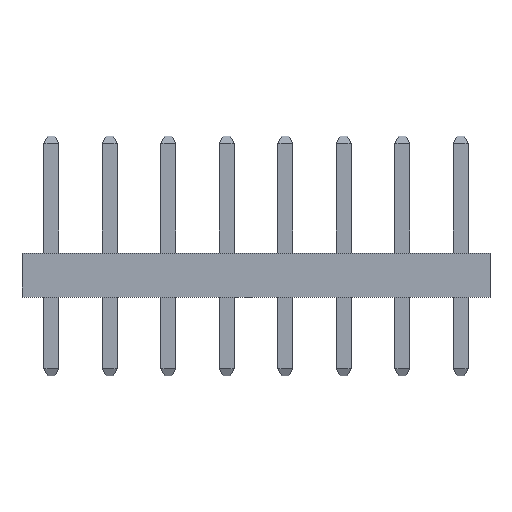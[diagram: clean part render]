
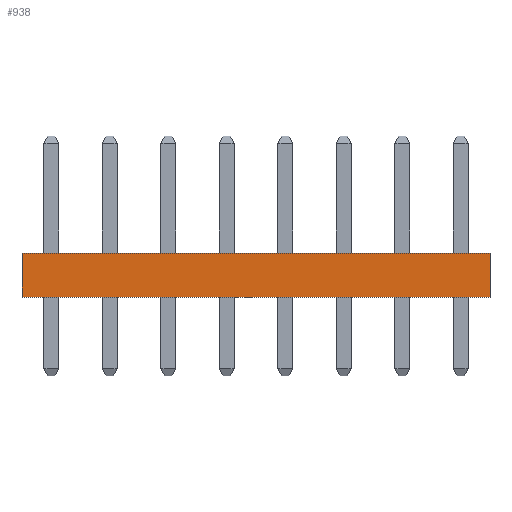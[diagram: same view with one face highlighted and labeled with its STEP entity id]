
A CAD part, top view. The second image highlights one B-rep face of the part: STEP entity #938.
In plain terms, the highlighted planar face has unit normal (0, 0, 1).
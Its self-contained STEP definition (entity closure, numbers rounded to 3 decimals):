
#28 = CARTESIAN_POINT ( 'NONE',  ( -8., 1.499, 0.991 ) ) ;
#397 = EDGE_LOOP ( 'NONE', ( #5458, #2241, #5444, #1364 ) ) ;
#784 = CARTESIAN_POINT ( 'NONE',  ( -8., 1.499, 0.991 ) ) ;
#938 = ADVANCED_FACE ( 'NONE', ( #1658 ), #3958, .F. ) ;
#1088 = CARTESIAN_POINT ( 'NONE',  ( 8., 0., 0.991 ) ) ;
#1212 = CARTESIAN_POINT ( 'NONE',  ( -8., 1.499, 0.991 ) ) ;
#1364 = ORIENTED_EDGE ( 'NONE', *, *, #1428, .T. ) ;
#1428 = EDGE_CURVE ( 'NONE', #2682, #5567, #3696, .T. ) ;
#1481 = EDGE_CURVE ( 'NONE', #1974, #5652, #4298, .T. ) ;
#1658 = FACE_OUTER_BOUND ( 'NONE', #397, .T. ) ;
#1695 = EDGE_CURVE ( 'NONE', #5567, #5652, #2189, .T. ) ;
#1974 = VERTEX_POINT ( 'NONE', #2707 ) ;
#2008 = CARTESIAN_POINT ( 'NONE',  ( -8., 1.499, 0.991 ) ) ;
#2045 = LINE ( 'NONE', #2008, #4555 ) ;
#2047 = DIRECTION ( 'NONE',  ( 1., 0., 0. ) ) ;
#2189 = LINE ( 'NONE', #2204, #4695 ) ;
#2204 = CARTESIAN_POINT ( 'NONE',  ( -8., 0., 0.991 ) ) ;
#2230 = DIRECTION ( 'NONE',  ( -1., 0., 0. ) ) ;
#2241 = ORIENTED_EDGE ( 'NONE', *, *, #1481, .F. ) ;
#2320 = CARTESIAN_POINT ( 'NONE',  ( -8., 0., 0.991 ) ) ;
#2562 = CARTESIAN_POINT ( 'NONE',  ( 8., 1.499, 0.991 ) ) ;
#2682 = VERTEX_POINT ( 'NONE', #28 ) ;
#2707 = CARTESIAN_POINT ( 'NONE',  ( 8., 1.499, 0.991 ) ) ;
#3291 = VECTOR ( 'NONE', #5103, 1000. ) ;
#3696 = LINE ( 'NONE', #784, #3291 ) ;
#3958 = PLANE ( 'NONE',  #4952 ) ;
#4298 = LINE ( 'NONE', #2562, #5183 ) ;
#4411 = EDGE_CURVE ( 'NONE', #2682, #1974, #2045, .T. ) ;
#4555 = VECTOR ( 'NONE', #2047, 1000. ) ;
#4642 = DIRECTION ( 'NONE',  ( 0., -1., 0. ) ) ;
#4695 = VECTOR ( 'NONE', #5253, 1000. ) ;
#4952 = AXIS2_PLACEMENT_3D ( 'NONE', #1212, #5270, #2230 ) ;
#5103 = DIRECTION ( 'NONE',  ( 0., -1., 0. ) ) ;
#5183 = VECTOR ( 'NONE', #4642, 1000. ) ;
#5253 = DIRECTION ( 'NONE',  ( 1., 0., 0. ) ) ;
#5270 = DIRECTION ( 'NONE',  ( 0., 0., -1. ) ) ;
#5444 = ORIENTED_EDGE ( 'NONE', *, *, #4411, .F. ) ;
#5458 = ORIENTED_EDGE ( 'NONE', *, *, #1695, .T. ) ;
#5567 = VERTEX_POINT ( 'NONE', #2320 ) ;
#5652 = VERTEX_POINT ( 'NONE', #1088 ) ;
